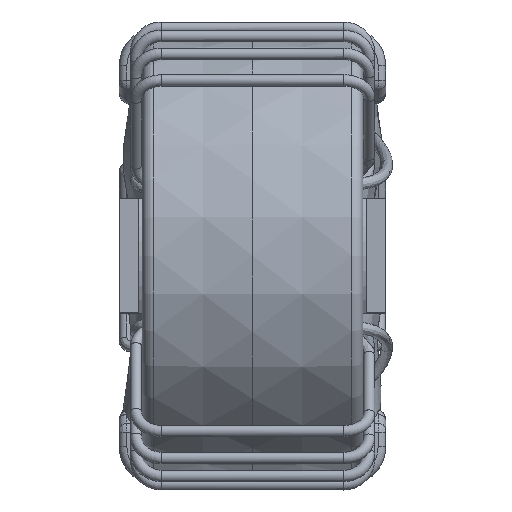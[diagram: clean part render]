
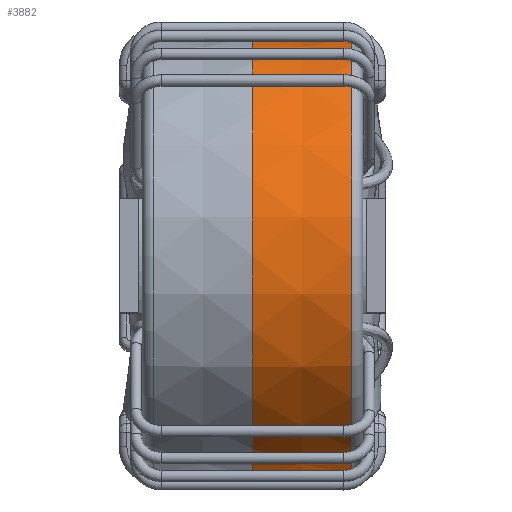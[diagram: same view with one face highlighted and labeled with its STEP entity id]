
A CAD part, top view. The second image highlights one B-rep face of the part: STEP entity #3882.
In plain terms, the highlighted conical face has half-angle 1 degrees and reference radius 5.827 mm.
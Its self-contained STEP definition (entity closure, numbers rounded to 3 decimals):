
#3882=ADVANCED_FACE('',(#7771,#7772),#7773,.T.);
#3888=EDGE_CURVE('',#7781,#7781,#7782,.T.);
#3908=EDGE_CURVE('',#7811,#7811,#7812,.T.);
#7771=FACE_OUTER_BOUND('',#22014,.T.);
#7772=FACE_BOUND('',#22015,.T.);
#7773=CONICAL_SURFACE('',#22016,5.827,0.017);
#7781=VERTEX_POINT('',#22027);
#7782=CIRCLE('',#22028,5.85);
#7811=VERTEX_POINT('',#22067);
#7812=CIRCLE('',#22068,5.805);
#22014=EDGE_LOOP('',(#27438));
#22015=EDGE_LOOP('',(#27439));
#22016=AXIS2_PLACEMENT_3D('',#27440,#27441,#27442);
#22027=CARTESIAN_POINT('',(2.25,0.85,8.763));
#22028=AXIS2_PLACEMENT_3D('',#27449,#27450,#27451);
#22067=CARTESIAN_POINT('',(4.855,-10.805,8.763));
#22068=AXIS2_PLACEMENT_3D('',#27479,#27480,#27481);
#27438=ORIENTED_EDGE('',*,*,#3888,.F.);
#27439=ORIENTED_EDGE('',*,*,#3908,.F.);
#27440=CARTESIAN_POINT('',(3.553,-5.0,8.763));
#27441=DIRECTION('',(-1.0,0.,0.));
#27442=DIRECTION('',(0.,-1.0,0.));
#27449=CARTESIAN_POINT('',(2.25,-5.0,8.763));
#27450=DIRECTION('',(-1.0,0.,0.));
#27451=DIRECTION('',(0.,1.0,0.));
#27479=CARTESIAN_POINT('',(4.855,-5.0,8.763));
#27480=DIRECTION('',(1.0,0.,0.));
#27481=DIRECTION('',(0.,-1.0,0.));
